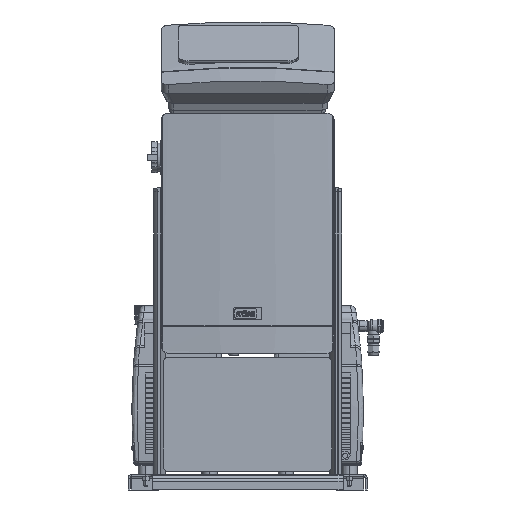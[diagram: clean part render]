
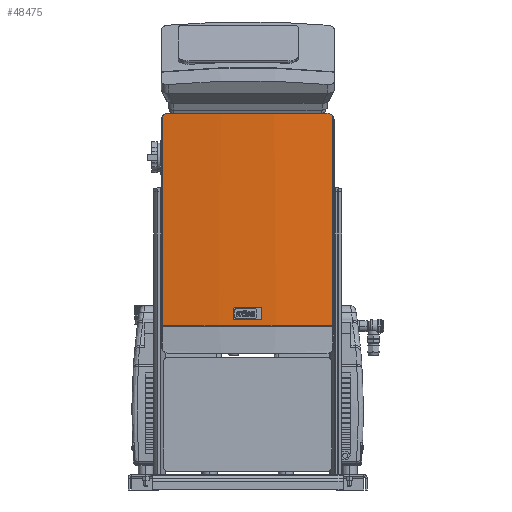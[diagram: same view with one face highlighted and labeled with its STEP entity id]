
A CAD part, front view. The second image highlights one B-rep face of the part: STEP entity #48475.
In plain terms, the highlighted cylindrical face has radius 1452.14 mm (diameter 2904.28 mm), a partial arc.
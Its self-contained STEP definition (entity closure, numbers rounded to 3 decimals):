
#48151=CARTESIAN_POINT('',(167.381,-20.011,297.032));
#48152=VERTEX_POINT('',#48151);
#48160=CARTESIAN_POINT('',(-167.391,-20.011,297.032));
#48161=VERTEX_POINT('',#48160);
#48162=CARTESIAN_POINT('',(-0.005,1422.448,297.032));
#48163=DIRECTION('',(0.0,0.0,1.0));
#48164=DIRECTION('',(0.,-1.0,0.0));
#48165=AXIS2_PLACEMENT_3D('',#48162,#48163,#48164);
#48166=CIRCLE('',#48165,1452.138);
#48167=EDGE_CURVE('',#48161,#48152,#48166,.T.);
#48314=CARTESIAN_POINT('',(-167.391,-20.011,708.178));
#48315=VERTEX_POINT('',#48314);
#48316=CARTESIAN_POINT('',(-167.391,-20.011,297.032));
#48317=DIRECTION('',(0.0,0.0,1.0));
#48318=VECTOR('',#48317,411.147);
#48319=LINE('',#48316,#48318);
#48320=EDGE_CURVE('',#48161,#48315,#48319,.T.);
#48417=CARTESIAN_POINT('',(-0.005,1422.448,243.032));
#48418=DIRECTION('',(0.0,0.0,1.0));
#48419=DIRECTION('',(0.,-1.0,0.0));
#48420=AXIS2_PLACEMENT_3D('',#48417,#48418,#48419);
#48421=CYLINDRICAL_SURFACE('',#48420,1452.138);
#48422=ORIENTED_EDGE('',*,*,#48167,.T.);
#48423=CARTESIAN_POINT('',(167.381,-20.011,708.178));
#48424=VERTEX_POINT('',#48423);
#48425=CARTESIAN_POINT('',(167.381,-20.011,297.032));
#48426=DIRECTION('',(0.0,0.0,1.0));
#48427=VECTOR('',#48426,411.147);
#48428=LINE('',#48425,#48427);
#48429=EDGE_CURVE('',#48152,#48424,#48428,.T.);
#48430=ORIENTED_EDGE('',*,*,#48429,.T.);
#48431=CARTESIAN_POINT('',(155.995,-21.287,714.032));
#48432=VERTEX_POINT('',#48431);
#48433=CARTESIAN_POINT('',(167.381,-20.011,708.178));
#48434=CARTESIAN_POINT('',(166.929,-20.063,708.809));
#48435=CARTESIAN_POINT('',(166.431,-20.121,709.393));
#48436=CARTESIAN_POINT('',(165.284,-20.253,710.543));
#48437=CARTESIAN_POINT('',(164.581,-20.333,711.128));
#48438=CARTESIAN_POINT('',(163.049,-20.507,712.16));
#48439=CARTESIAN_POINT('',(162.221,-20.601,712.606));
#48440=CARTESIAN_POINT('',(160.494,-20.794,713.322));
#48441=CARTESIAN_POINT('',(159.594,-20.894,713.592));
#48442=CARTESIAN_POINT('',(157.784,-21.092,713.947));
#48443=CARTESIAN_POINT('',(156.875,-21.192,714.032));
#48444=CARTESIAN_POINT('',(155.995,-21.287,714.032));
#48445=B_SPLINE_CURVE_WITH_KNOTS('',3,(#48433,#48434,#48435,#48436,#48437,#48438,#48439,#48440,#48441,#48442,#48443,#48444),.UNSPECIFIED.,.F.,.U.,(4,2,2,2,2,4),(50.621,52.857,55.511,58.165,60.819,63.473),.UNSPECIFIED.);
#48446=EDGE_CURVE('',#48424,#48432,#48445,.T.);
#48447=ORIENTED_EDGE('',*,*,#48446,.T.);
#48448=CARTESIAN_POINT('',(-156.005,-21.287,714.032));
#48449=VERTEX_POINT('',#48448);
#48450=CARTESIAN_POINT('',(-0.005,1422.448,714.032));
#48451=DIRECTION('',(0.0,0.0,-1.0));
#48452=DIRECTION('',(0.,-1.0,0.0));
#48453=AXIS2_PLACEMENT_3D('',#48450,#48451,#48452);
#48454=CIRCLE('',#48453,1452.138);
#48455=EDGE_CURVE('',#48432,#48449,#48454,.T.);
#48456=ORIENTED_EDGE('',*,*,#48455,.T.);
#48457=CARTESIAN_POINT('',(-156.005,-21.287,714.032));
#48458=CARTESIAN_POINT('',(-156.885,-21.192,714.032));
#48459=CARTESIAN_POINT('',(-157.794,-21.092,713.947));
#48460=CARTESIAN_POINT('',(-159.604,-20.894,713.592));
#48461=CARTESIAN_POINT('',(-160.504,-20.794,713.322));
#48462=CARTESIAN_POINT('',(-162.231,-20.601,712.606));
#48463=CARTESIAN_POINT('',(-163.059,-20.507,712.16));
#48464=CARTESIAN_POINT('',(-164.591,-20.333,711.128));
#48465=CARTESIAN_POINT('',(-165.294,-20.253,710.543));
#48466=CARTESIAN_POINT('',(-166.441,-20.121,709.393));
#48467=CARTESIAN_POINT('',(-166.939,-20.063,708.809));
#48468=CARTESIAN_POINT('',(-167.391,-20.011,708.178));
#48469=B_SPLINE_CURVE_WITH_KNOTS('',3,(#48457,#48458,#48459,#48460,#48461,#48462,#48463,#48464,#48465,#48466,#48467,#48468),.UNSPECIFIED.,.F.,.U.,(4,2,2,2,2,4),(21.151,23.805,26.459,29.113,31.768,34.003),.UNSPECIFIED.);
#48470=EDGE_CURVE('',#48449,#48315,#48469,.T.);
#48471=ORIENTED_EDGE('',*,*,#48470,.T.);
#48472=ORIENTED_EDGE('',*,*,#48320,.F.);
#48473=EDGE_LOOP('',(#48422,#48430,#48447,#48456,#48471,#48472));
#48474=FACE_OUTER_BOUND('',#48473,.T.);
#48475=ADVANCED_FACE('',(#48474),#48421,.T.);
